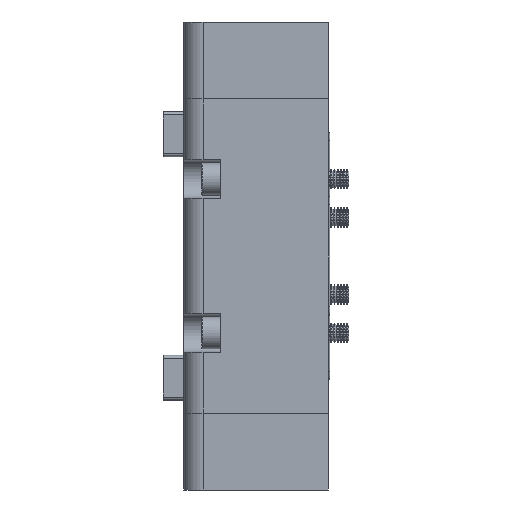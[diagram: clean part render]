
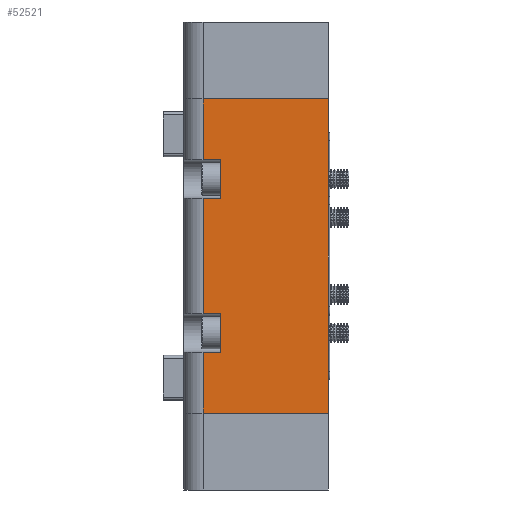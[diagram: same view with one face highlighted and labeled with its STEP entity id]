
A CAD part, left-side view. The second image highlights one B-rep face of the part: STEP entity #52521.
In plain terms, the highlighted planar face has unit normal (-1, 0, 0).
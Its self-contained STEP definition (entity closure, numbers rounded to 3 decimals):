
#1725 = ORIENTED_EDGE ( 'NONE', *, *, #10424, .F. ) ;
#2526 = CARTESIAN_POINT ( 'NONE',  ( 0., 0., 98. ) ) ;
#2775 = ORIENTED_EDGE ( 'NONE', *, *, #7233, .T. ) ;
#4339 = VECTOR ( 'NONE', #30225, 1000. ) ;
#4539 = VERTEX_POINT ( 'NONE', #64444 ) ;
#5082 = VERTEX_POINT ( 'NONE', #57001 ) ;
#5510 = VECTOR ( 'NONE', #45481, 1000. ) ;
#5742 = VERTEX_POINT ( 'NONE', #31193 ) ;
#6662 = LINE ( 'NONE', #76127, #44629 ) ;
#7233 = EDGE_CURVE ( 'NONE', #70393, #64799, #84995, .T. ) ;
#7982 = EDGE_LOOP ( 'NONE', ( #93802, #10196, #17144, #59976, #41395, #14626, #1725, #90308, #2775, #85352, #15388, #96528 ) ) ;
#8447 = DIRECTION ( 'NONE',  ( 0., 0., -1. ) ) ;
#10196 = ORIENTED_EDGE ( 'NONE', *, *, #21925, .F. ) ;
#10424 = EDGE_CURVE ( 'NONE', #60761, #12117, #81893, .T. ) ;
#12088 = DIRECTION ( 'NONE',  ( 0., 0., 1. ) ) ;
#12117 = VERTEX_POINT ( 'NONE', #85109 ) ;
#12329 = EDGE_CURVE ( 'NONE', #60761, #70393, #86156, .T. ) ;
#12929 = VECTOR ( 'NONE', #72712, 1000. ) ;
#14225 = VECTOR ( 'NONE', #8447, 1000. ) ;
#14626 = ORIENTED_EDGE ( 'NONE', *, *, #71451, .F. ) ;
#15388 = ORIENTED_EDGE ( 'NONE', *, *, #56427, .F. ) ;
#16085 = CARTESIAN_POINT ( 'NONE',  ( 0., 39., 98. ) ) ;
#17144 = ORIENTED_EDGE ( 'NONE', *, *, #54380, .F. ) ;
#17507 = DIRECTION ( 'NONE',  ( 0., 0., -1. ) ) ;
#17802 = CARTESIAN_POINT ( 'NONE',  ( 0., 33.5, 19. ) ) ;
#18280 = LINE ( 'NONE', #19739, #78713 ) ;
#19707 = CARTESIAN_POINT ( 'NONE',  ( 0., 0., 98. ) ) ;
#19739 = CARTESIAN_POINT ( 'NONE',  ( 0., 33.5, 67. ) ) ;
#20486 = AXIS2_PLACEMENT_3D ( 'NONE', #24724, #69795, #39919 ) ;
#21925 = EDGE_CURVE ( 'NONE', #51884, #5742, #64948, .T. ) ;
#23119 = DIRECTION ( 'NONE',  ( 0., 1., 0. ) ) ;
#23679 = CARTESIAN_POINT ( 'NONE',  ( 0., 39., 19. ) ) ;
#24724 = CARTESIAN_POINT ( 'NONE',  ( 0., 0., 98. ) ) ;
#29875 = DIRECTION ( 'NONE',  ( 0., 1., 0. ) ) ;
#30112 = CARTESIAN_POINT ( 'NONE',  ( 0., 39., 98. ) ) ;
#30225 = DIRECTION ( 'NONE',  ( 0., 0., -1. ) ) ;
#31193 = CARTESIAN_POINT ( 'NONE',  ( 0., 39., 79. ) ) ;
#33717 = VECTOR ( 'NONE', #51346, 1000. ) ;
#34021 = FACE_OUTER_BOUND ( 'NONE', #7982, .T. ) ;
#34184 = CARTESIAN_POINT ( 'NONE',  ( 0., 33.5, 79. ) ) ;
#34425 = VECTOR ( 'NONE', #29875, 1000. ) ;
#34953 = EDGE_CURVE ( 'NONE', #5082, #61887, #38682, .T. ) ;
#38682 = LINE ( 'NONE', #55365, #56559 ) ;
#39919 = DIRECTION ( 'NONE',  ( 0., 0., -1. ) ) ;
#41395 = ORIENTED_EDGE ( 'NONE', *, *, #34953, .T. ) ;
#41547 = LINE ( 'NONE', #2526, #79490 ) ;
#43969 = CARTESIAN_POINT ( 'NONE',  ( 0., 0., 0. ) ) ;
#44629 = VECTOR ( 'NONE', #23119, 1000. ) ;
#44718 = EDGE_CURVE ( 'NONE', #4539, #96539, #73441, .T. ) ;
#44733 = VECTOR ( 'NONE', #56876, 1000. ) ;
#45481 = DIRECTION ( 'NONE',  ( 0., 1., 0. ) ) ;
#48104 = CARTESIAN_POINT ( 'NONE',  ( 0., 39., 31. ) ) ;
#51317 = DIRECTION ( 'NONE',  ( 0., 0., 1. ) ) ;
#51346 = DIRECTION ( 'NONE',  ( 0., -1., 0. ) ) ;
#51884 = VERTEX_POINT ( 'NONE', #34184 ) ;
#52498 = CARTESIAN_POINT ( 'NONE',  ( 0., 33.5, 31. ) ) ;
#52521 = ADVANCED_FACE ( 'NONE', ( #34021 ), #85360, .F. ) ;
#54380 = EDGE_CURVE ( 'NONE', #90418, #51884, #18280, .T. ) ;
#54650 = LINE ( 'NONE', #16085, #14225 ) ;
#55365 = CARTESIAN_POINT ( 'NONE',  ( 0., 39., 98. ) ) ;
#55692 = DIRECTION ( 'NONE',  ( 0., 0., -1. ) ) ;
#56250 = CARTESIAN_POINT ( 'NONE',  ( 0., 33.5, 19. ) ) ;
#56427 = EDGE_CURVE ( 'NONE', #96539, #81945, #41547, .T. ) ;
#56559 = VECTOR ( 'NONE', #17507, 1000. ) ;
#56876 = DIRECTION ( 'NONE',  ( 0., 1., 0. ) ) ;
#57001 = CARTESIAN_POINT ( 'NONE',  ( 0., 39., 67. ) ) ;
#59976 = ORIENTED_EDGE ( 'NONE', *, *, #86685, .T. ) ;
#60411 = CARTESIAN_POINT ( 'NONE',  ( 0., 33.5, 67. ) ) ;
#60761 = VERTEX_POINT ( 'NONE', #17802 ) ;
#61768 = VECTOR ( 'NONE', #51317, 1000. ) ;
#61887 = VERTEX_POINT ( 'NONE', #48104 ) ;
#64444 = CARTESIAN_POINT ( 'NONE',  ( 0., 39., 98. ) ) ;
#64799 = VERTEX_POINT ( 'NONE', #70414 ) ;
#64948 = LINE ( 'NONE', #86948, #44733 ) ;
#69795 = DIRECTION ( 'NONE',  ( 1., 0., 0. ) ) ;
#70393 = VERTEX_POINT ( 'NONE', #23679 ) ;
#70414 = CARTESIAN_POINT ( 'NONE',  ( 0., 39., 0. ) ) ;
#71451 = EDGE_CURVE ( 'NONE', #12117, #61887, #6662, .T. ) ;
#72712 = DIRECTION ( 'NONE',  ( 0., -1., 0. ) ) ;
#73441 = LINE ( 'NONE', #19707, #12929 ) ;
#75583 = EDGE_CURVE ( 'NONE', #4539, #5742, #54650, .T. ) ;
#76127 = CARTESIAN_POINT ( 'NONE',  ( 0., 33.5, 31. ) ) ;
#78713 = VECTOR ( 'NONE', #12088, 1000. ) ;
#79490 = VECTOR ( 'NONE', #55692, 1000. ) ;
#80301 = EDGE_CURVE ( 'NONE', #64799, #81945, #91845, .T. ) ;
#81893 = LINE ( 'NONE', #52498, #61768 ) ;
#81945 = VERTEX_POINT ( 'NONE', #94414 ) ;
#84995 = LINE ( 'NONE', #30112, #4339 ) ;
#85109 = CARTESIAN_POINT ( 'NONE',  ( 0., 33.5, 31. ) ) ;
#85352 = ORIENTED_EDGE ( 'NONE', *, *, #80301, .T. ) ;
#85360 = PLANE ( 'NONE',  #20486 ) ;
#86156 = LINE ( 'NONE', #56250, #5510 ) ;
#86685 = EDGE_CURVE ( 'NONE', #90418, #5082, #92530, .T. ) ;
#86948 = CARTESIAN_POINT ( 'NONE',  ( 0., 33.5, 79. ) ) ;
#90308 = ORIENTED_EDGE ( 'NONE', *, *, #12329, .T. ) ;
#90418 = VERTEX_POINT ( 'NONE', #92114 ) ;
#91845 = LINE ( 'NONE', #43969, #33717 ) ;
#92114 = CARTESIAN_POINT ( 'NONE',  ( 0., 33.5, 67. ) ) ;
#92530 = LINE ( 'NONE', #60411, #34425 ) ;
#93802 = ORIENTED_EDGE ( 'NONE', *, *, #75583, .T. ) ;
#94238 = CARTESIAN_POINT ( 'NONE',  ( 0., 0., 98. ) ) ;
#94414 = CARTESIAN_POINT ( 'NONE',  ( 0., 0., 0. ) ) ;
#96528 = ORIENTED_EDGE ( 'NONE', *, *, #44718, .F. ) ;
#96539 = VERTEX_POINT ( 'NONE', #94238 ) ;
